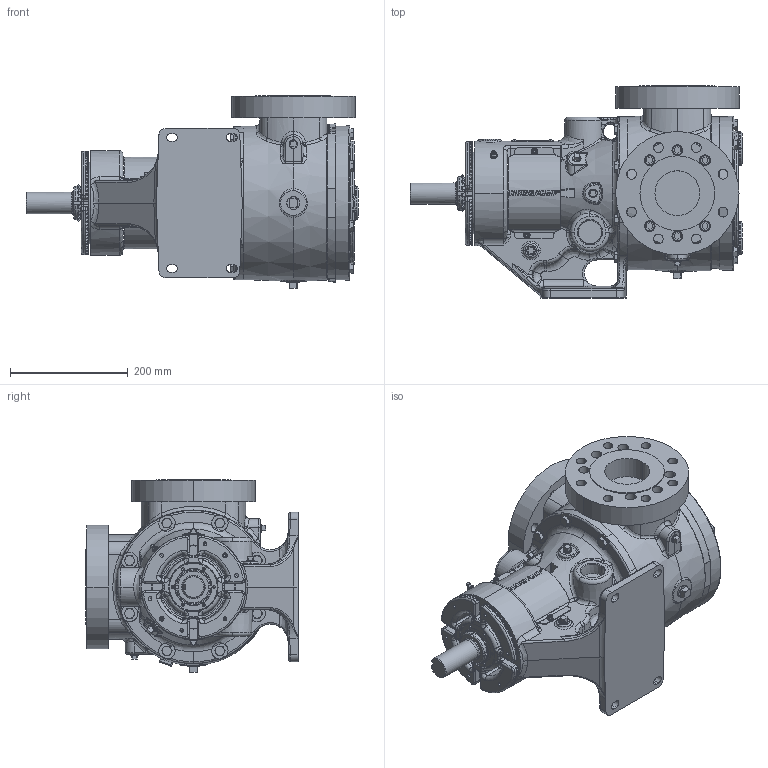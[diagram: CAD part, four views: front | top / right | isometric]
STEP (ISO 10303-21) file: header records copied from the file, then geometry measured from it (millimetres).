
FILE_DESCRIPTION (( 'STEP AP214' ), '1' );
FILE_NAME ('LV-4546.STEP', '2024-04-15T15:16:04', ( '' ), ( '' ), 'SwSTEP 2.0', 'SolidWorks 2022', '' );
FILE_SCHEMA (( 'AUTOMOTIVE_DESIGN' ));
Length unit declared in the file: inch
Products named in the file (1): LV-4546
Bounding box: 564.03 x 360.36 x 327.72 mm (x, y, z)
Volume: 19736559 mm3; surface area: 956623.1 mm2
Topology: 1 solids, 13 shells, 4476 faces, 11446 edges, 7184 vertices
Faces by surface type: plane 1510, bspline 1293, cylinder 891, cone 626, torus 102, sphere 54
Entity records: 253428 total; most frequent: CARTESIAN_POINT 98225, ORIENTED_EDGE 22734, DIRECTION 16274, EDGE_CURVE 11367, VERTEX_POINT 7181, AXIS2_PLACEMENT_3D 6192, EDGE_LOOP 4818, DIMENSIONAL_EXPONENTS 4479
